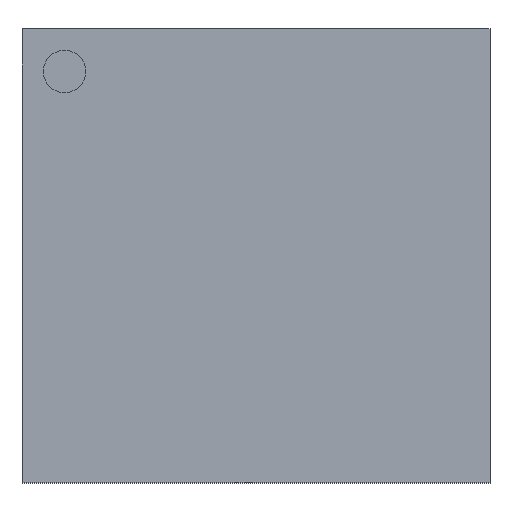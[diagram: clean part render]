
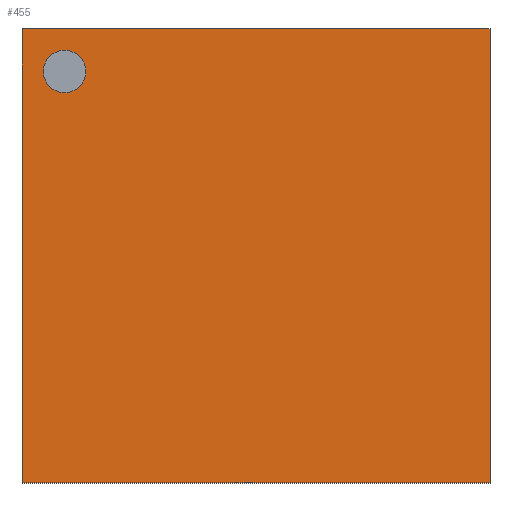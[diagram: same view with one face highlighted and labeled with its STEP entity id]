
A CAD part, top view. The second image highlights one B-rep face of the part: STEP entity #455.
In plain terms, the highlighted planar face has unit normal (0, 0, 1).
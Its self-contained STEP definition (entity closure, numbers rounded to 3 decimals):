
#14=FACE_BOUND('',#111,.T.);
#36=LINE('',#819,#49);
#39=LINE('',#825,#52);
#42=LINE('',#831,#55);
#45=LINE('',#835,#58);
#49=VECTOR('',#685,10.);
#52=VECTOR('',#690,10.);
#55=VECTOR('',#695,10.);
#58=VECTOR('',#700,10.);
#84=FACE_OUTER_BOUND('',#110,.T.);
#110=EDGE_LOOP('',(#368,#369,#370,#371));
#111=EDGE_LOOP('',(#372));
#140=CIRCLE('',#499,0.075);
#187=VERTEX_POINT('',#752);
#209=VERTEX_POINT('',#816);
#210=VERTEX_POINT('',#818);
#212=VERTEX_POINT('',#824);
#214=VERTEX_POINT('',#830);
#233=EDGE_CURVE('',#187,#187,#140,.T.);
#265=EDGE_CURVE('',#210,#209,#36,.T.);
#268=EDGE_CURVE('',#212,#210,#39,.T.);
#271=EDGE_CURVE('',#214,#212,#42,.T.);
#274=EDGE_CURVE('',#209,#214,#45,.T.);
#368=ORIENTED_EDGE('',*,*,#274,.T.);
#369=ORIENTED_EDGE('',*,*,#271,.T.);
#370=ORIENTED_EDGE('',*,*,#268,.T.);
#371=ORIENTED_EDGE('',*,*,#265,.T.);
#372=ORIENTED_EDGE('',*,*,#233,.T.);
#409=PLANE('',#542);
#455=ADVANCED_FACE('',(#84,#14),#409,.T.);
#499=AXIS2_PLACEMENT_3D('',#753,#602,#603);
#542=AXIS2_PLACEMENT_3D('',#836,#701,#702);
#602=DIRECTION('center_axis',(0.,0.,-1.));
#603=DIRECTION('ref_axis',(-1.,0.,0.));
#685=DIRECTION('',(1.,0.,0.));
#690=DIRECTION('',(0.,-1.,0.));
#695=DIRECTION('',(-1.,0.,0.));
#700=DIRECTION('',(0.,1.,0.));
#701=DIRECTION('center_axis',(0.,0.,1.));
#702=DIRECTION('ref_axis',(1.,0.,0.));
#752=CARTESIAN_POINT('',(-0.6,0.65,0.625));
#753=CARTESIAN_POINT('Origin',(-0.675,0.65,0.625));
#816=CARTESIAN_POINT('',(0.825,-0.8,0.625));
#818=CARTESIAN_POINT('',(-0.825,-0.8,0.625));
#819=CARTESIAN_POINT('',(-0.825,-0.8,0.625));
#824=CARTESIAN_POINT('',(-0.825,0.8,0.625));
#825=CARTESIAN_POINT('',(-0.825,0.8,0.625));
#830=CARTESIAN_POINT('',(0.825,0.8,0.625));
#831=CARTESIAN_POINT('',(0.825,0.8,0.625));
#835=CARTESIAN_POINT('',(0.825,-0.8,0.625));
#836=CARTESIAN_POINT('Origin',(0.,0.,
0.625));
